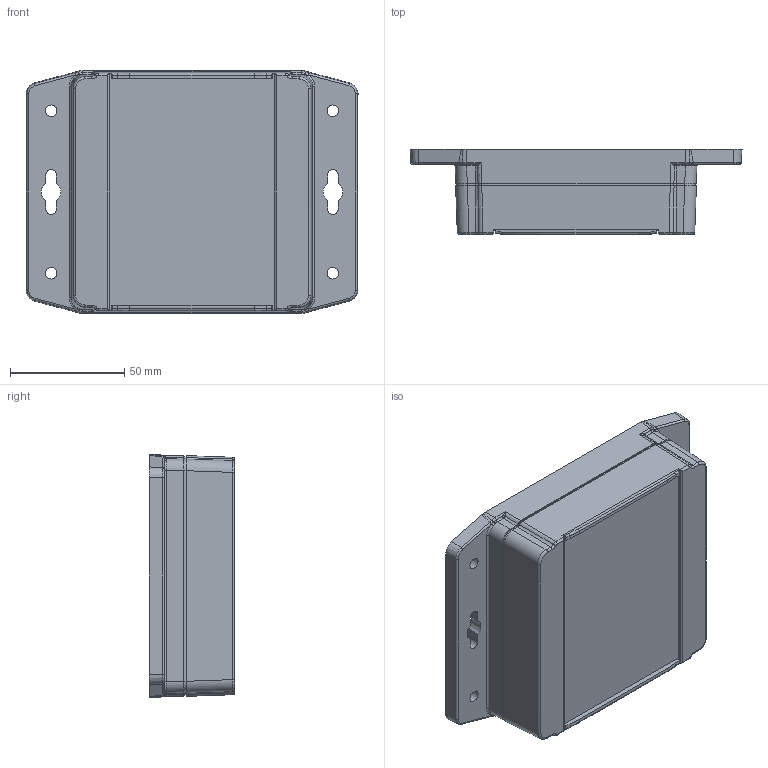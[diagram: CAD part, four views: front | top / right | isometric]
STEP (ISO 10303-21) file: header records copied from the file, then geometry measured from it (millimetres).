
FILE_DESCRIPTION (( 'STEP AP214' ), '1' );
FILE_NAME ('1555L2F17GY.STEP', '2023-06-20T10:32:42', ( '' ), ( '' ), 'SwSTEP 2.0', 'SolidWorks 2021', '' );
FILE_SCHEMA (( 'AUTOMOTIVE_DESIGN' ));
Length unit declared in the file: inch
Products named in the file (1): 1555L2F17GY
Bounding box: 145 x 37.2 x 106.05 mm (x, y, z)
Volume: 142663.3 mm3; surface area: 97622.9 mm2
Topology: 7 solids, 15 shells, 1599 faces, 3900 edges, 2404 vertices
Faces by surface type: bspline 510, plane 453, cylinder 418, cone 206, torus 12
Full cylindrical faces by diameter (mm): 3.251 x4, 3.5 x4, 3.88 x4, 5.334 x4, 5.537 x8, 5.664 x8, 7 x4
Entity records: 62624 total; most frequent: CARTESIAN_POINT 29569, ORIENTED_EDGE 7384, DIRECTION 5656, EDGE_CURVE 3692, VERTEX_POINT 2344, AXIS2_PLACEMENT_3D 2112, EDGE_LOOP 1858, FACE_OUTER_BOUND 1655
